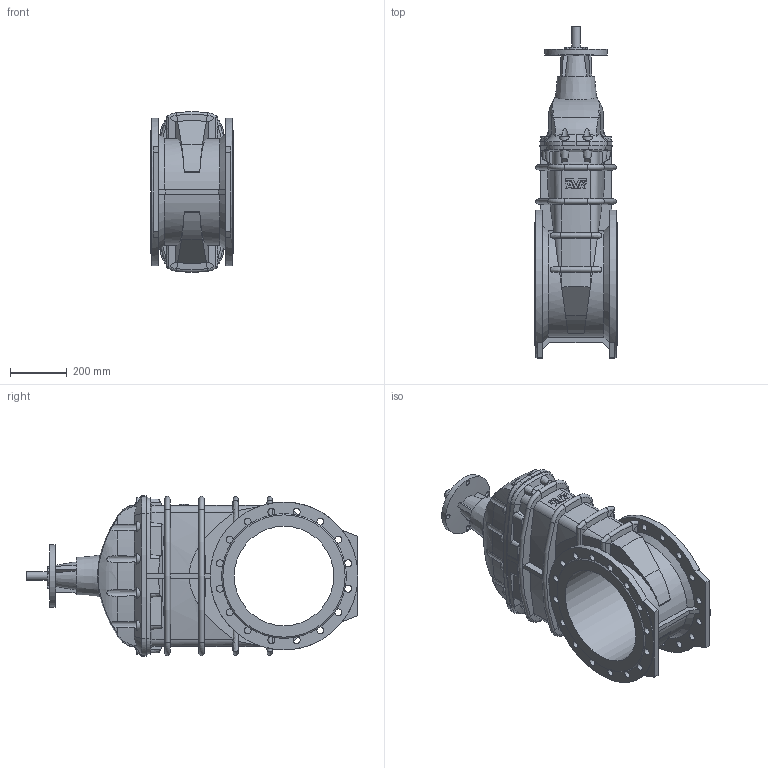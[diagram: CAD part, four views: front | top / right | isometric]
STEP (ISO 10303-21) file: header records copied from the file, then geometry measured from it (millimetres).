
FILE_DESCRIPTION (( 'STEP AP203' ), '1' );
FILE_NAME ('O_15_40_DN350_00_step.STEP', '2015-06-11T06:47:07', ( '' ), ( '' ), 'SwSTEP 2.0', 'SolidWorks 2012', '' );
FILE_SCHEMA (( 'CONFIG_CONTROL_DESIGN' ));
Length unit declared in the file: millimetre
Products named in the file (1): O_15_40_DN350_00_step
Bounding box: 290 x 1167 x 564 mm (x, y, z)
Volume: 60674087.1 mm3; surface area: 2274013.1 mm2
Topology: 1 solids, 1 shells, 498 faces, 1441 edges, 925 vertices
Faces by surface type: plane 187, cone 122, cylinder 109, bspline 48, torus 32
Full cylindrical faces by diameter (mm): 18 x4, 24.5 x32, 30 x1, 136 x1, 220 x1, 350 x1, 520 x2
Entity records: 23017 total; most frequent: CARTESIAN_POINT 11274, ORIENTED_EDGE 2704, DIRECTION 2065, EDGE_CURVE 1352, VERTEX_POINT 883, AXIS2_PLACEMENT_3D 808, EDGE_LOOP 599, FACE_OUTER_BOUND 540
